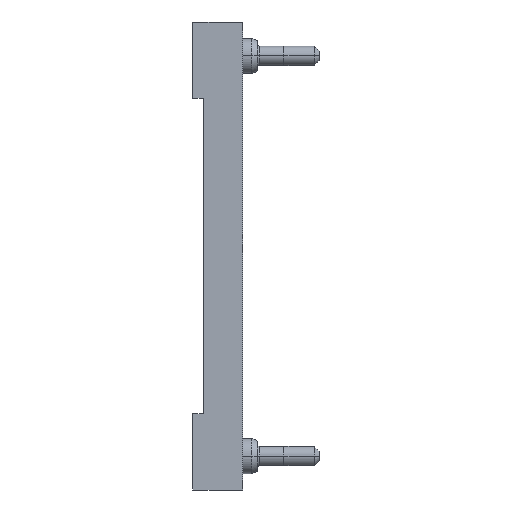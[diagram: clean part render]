
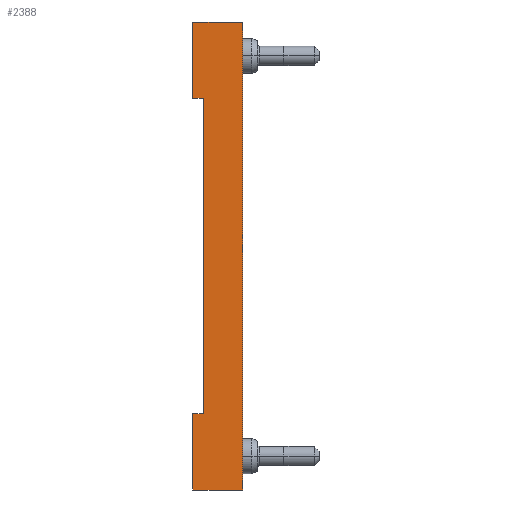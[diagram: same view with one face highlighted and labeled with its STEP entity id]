
A CAD part, left-side view. The second image highlights one B-rep face of the part: STEP entity #2388.
In plain terms, the highlighted planar face has unit normal (-1, 0, 0).
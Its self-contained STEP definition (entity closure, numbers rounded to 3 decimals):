
#105=CARTESIAN_POINT('',(-3.81,0.,-13.89));
#106=VERTEX_POINT('',#105);
#159=CARTESIAN_POINT('',(-3.81,0.,3.93));
#160=VERTEX_POINT('',#159);
#170=CARTESIAN_POINT('',(-3.81,0.,3.93));
#171=CARTESIAN_POINT('',(-3.81,0.,0.366));
#172=CARTESIAN_POINT('',(-3.81,0.,-3.198));
#173=CARTESIAN_POINT('',(-3.81,0.,-6.762));
#174=CARTESIAN_POINT('',(-3.81,0.,-10.326));
#175=CARTESIAN_POINT('',(-3.81,0.,-13.89));
#176=B_SPLINE_CURVE_WITH_KNOTS('',5,(#170,#171,#172,#173,#174,#175),.UNSPECIFIED.,.F.,.U.,(6,6),(0.,17.82),.UNSPECIFIED.);
#177=EDGE_CURVE('',#160,#106,#176,.T.);
#1903=CARTESIAN_POINT('',(-3.81,1.5,1.03));
#1904=VERTEX_POINT('',#1903);
#1905=CARTESIAN_POINT('',(-3.81,1.9,1.03));
#1906=VERTEX_POINT('',#1905);
#1907=CARTESIAN_POINT('',(-3.81,1.5,1.03));
#1908=CARTESIAN_POINT('',(-3.81,1.58,1.03));
#1909=CARTESIAN_POINT('',(-3.81,1.66,1.03));
#1910=CARTESIAN_POINT('',(-3.81,1.74,1.03));
#1911=CARTESIAN_POINT('',(-3.81,1.82,1.03));
#1912=CARTESIAN_POINT('',(-3.81,1.9,1.03));
#1913=B_SPLINE_CURVE_WITH_KNOTS('',5,(#1907,#1908,#1909,#1910,#1911,#1912),.UNSPECIFIED.,.F.,.U.,(6,6),(0.,0.4),.UNSPECIFIED.);
#1914=EDGE_CURVE('',#1904,#1906,#1913,.T.);
#2052=CARTESIAN_POINT('',(-3.81,1.9,-10.99));
#2053=VERTEX_POINT('',#2052);
#2063=CARTESIAN_POINT('',(-3.81,1.5,-10.99));
#2064=VERTEX_POINT('',#2063);
#2065=CARTESIAN_POINT('',(-3.81,1.9,-10.99));
#2066=CARTESIAN_POINT('',(-3.81,1.82,-10.99));
#2067=CARTESIAN_POINT('',(-3.81,1.74,-10.99));
#2068=CARTESIAN_POINT('',(-3.81,1.66,-10.99));
#2069=CARTESIAN_POINT('',(-3.81,1.58,-10.99));
#2070=CARTESIAN_POINT('',(-3.81,1.5,-10.99));
#2071=B_SPLINE_CURVE_WITH_KNOTS('',5,(#2065,#2066,#2067,#2068,#2069,#2070),.UNSPECIFIED.,.F.,.U.,(6,6),(0.,0.4),.UNSPECIFIED.);
#2072=EDGE_CURVE('',#2053,#2064,#2071,.T.);
#2175=CARTESIAN_POINT('',(-3.81,1.9,-13.89));
#2176=VERTEX_POINT('',#2175);
#2177=CARTESIAN_POINT('',(-3.81,0.,-13.89));
#2178=CARTESIAN_POINT('',(-3.81,0.38,-13.89));
#2179=CARTESIAN_POINT('',(-3.81,0.76,-13.89));
#2180=CARTESIAN_POINT('',(-3.81,1.14,-13.89));
#2181=CARTESIAN_POINT('',(-3.81,1.52,-13.89));
#2182=CARTESIAN_POINT('',(-3.81,1.9,-13.89));
#2183=B_SPLINE_CURVE_WITH_KNOTS('',5,(#2177,#2178,#2179,#2180,#2181,#2182),.UNSPECIFIED.,.F.,.U.,(6,6),(0.,1.9),.UNSPECIFIED.);
#2184=EDGE_CURVE('',#106,#2176,#2183,.T.);
#2325=CARTESIAN_POINT('',(-3.81,1.9,3.93));
#2326=VERTEX_POINT('',#2325);
#2336=CARTESIAN_POINT('',(-3.81,1.9,3.93));
#2337=CARTESIAN_POINT('',(-3.81,1.52,3.93));
#2338=CARTESIAN_POINT('',(-3.81,1.14,3.93));
#2339=CARTESIAN_POINT('',(-3.81,0.76,3.93));
#2340=CARTESIAN_POINT('',(-3.81,0.38,3.93));
#2341=CARTESIAN_POINT('',(-3.81,0.,3.93));
#2342=B_SPLINE_CURVE_WITH_KNOTS('',5,(#2336,#2337,#2338,#2339,#2340,#2341),.UNSPECIFIED.,.F.,.U.,(6,6),(0.,1.9),.UNSPECIFIED.);
#2343=EDGE_CURVE('',#2326,#160,#2342,.T.);
#2349=CARTESIAN_POINT('',(-3.81,0.95,-4.98));
#2350=DIRECTION('',(0.,0.,1.));
#2351=DIRECTION('',(-1.,0.,0.));
#2352=AXIS2_PLACEMENT_3D('',#2349,#2351,#2350);
#2353=PLANE('',#2352);
#2354=CARTESIAN_POINT('',(-3.81,1.9,-10.99));
#2355=CARTESIAN_POINT('',(-3.81,1.9,-11.57));
#2356=CARTESIAN_POINT('',(-3.81,1.9,-12.15));
#2357=CARTESIAN_POINT('',(-3.81,1.9,-12.73));
#2358=CARTESIAN_POINT('',(-3.81,1.9,-13.31));
#2359=CARTESIAN_POINT('',(-3.81,1.9,-13.89));
#2360=B_SPLINE_CURVE_WITH_KNOTS('',5,(#2354,#2355,#2356,#2357,#2358,#2359),.UNSPECIFIED.,.F.,.U.,(6,6),(0.,2.9),.UNSPECIFIED.);
#2361=EDGE_CURVE('',#2053,#2176,#2360,.T.);
#2362=ORIENTED_EDGE('',*,*,#2361,.T.);
#2363=ORIENTED_EDGE('',*,*,#2184,.F.);
#2364=ORIENTED_EDGE('',*,*,#177,.F.);
#2365=ORIENTED_EDGE('',*,*,#2343,.F.);
#2366=CARTESIAN_POINT('',(-3.81,1.9,3.93));
#2367=CARTESIAN_POINT('',(-3.81,1.9,3.35));
#2368=CARTESIAN_POINT('',(-3.81,1.9,2.77));
#2369=CARTESIAN_POINT('',(-3.81,1.9,2.19));
#2370=CARTESIAN_POINT('',(-3.81,1.9,1.61));
#2371=CARTESIAN_POINT('',(-3.81,1.9,1.03));
#2372=B_SPLINE_CURVE_WITH_KNOTS('',5,(#2366,#2367,#2368,#2369,#2370,#2371),.UNSPECIFIED.,.F.,.U.,(6,6),(0.,2.9),.UNSPECIFIED.);
#2373=EDGE_CURVE('',#2326,#1906,#2372,.T.);
#2374=ORIENTED_EDGE('',*,*,#2373,.T.);
#2375=ORIENTED_EDGE('',*,*,#1914,.F.);
#2376=CARTESIAN_POINT('',(-3.81,1.5,1.03));
#2377=CARTESIAN_POINT('',(-3.81,1.5,-1.374));
#2378=CARTESIAN_POINT('',(-3.81,1.5,-3.778));
#2379=CARTESIAN_POINT('',(-3.81,1.5,-6.182));
#2380=CARTESIAN_POINT('',(-3.81,1.5,-8.586));
#2381=CARTESIAN_POINT('',(-3.81,1.5,-10.99));
#2382=B_SPLINE_CURVE_WITH_KNOTS('',5,(#2376,#2377,#2378,#2379,#2380,#2381),.UNSPECIFIED.,.F.,.U.,(6,6),(0.,12.02),.UNSPECIFIED.);
#2383=EDGE_CURVE('',#1904,#2064,#2382,.T.);
#2384=ORIENTED_EDGE('',*,*,#2383,.T.);
#2385=ORIENTED_EDGE('',*,*,#2072,.F.);
#2386=EDGE_LOOP('',(#2362,#2363,#2364,#2365,#2374,#2375,#2384,#2385));
#2387=FACE_OUTER_BOUND('',#2386,.T.);
#2388=ADVANCED_FACE('',(#2387),#2353,.T.);
